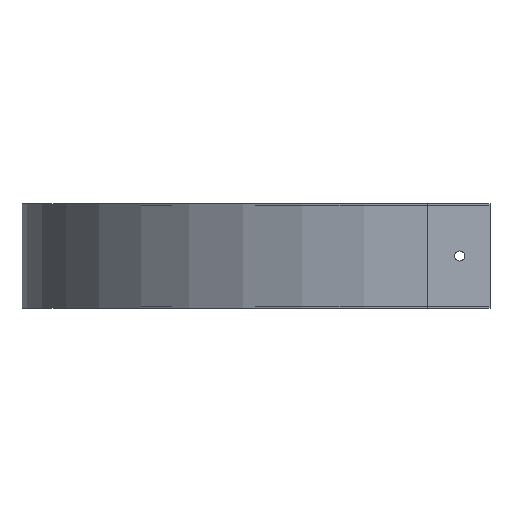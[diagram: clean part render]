
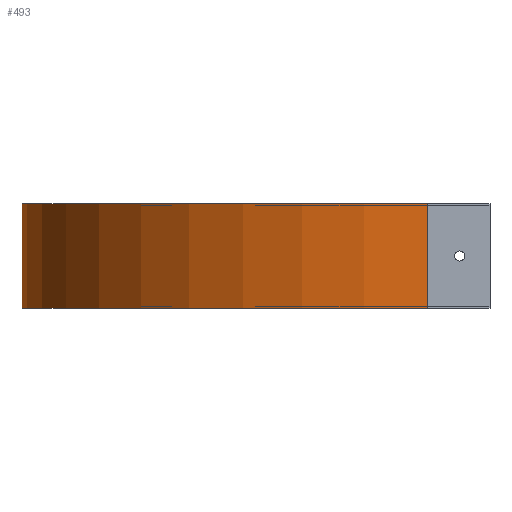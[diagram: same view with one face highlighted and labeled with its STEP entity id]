
A CAD part, left-side view. The second image highlights one B-rep face of the part: STEP entity #493.
In plain terms, the highlighted cylindrical face has radius 200.8 mm (diameter 401.6 mm), a partial arc.
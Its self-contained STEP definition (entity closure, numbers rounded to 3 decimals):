
#44 = CARTESIAN_POINT ( 'NONE',  ( 200., 31., -51.2 ) ) ;
#51 = CARTESIAN_POINT ( 'NONE',  ( 200., 31., -51.2 ) ) ;
#62 = DIRECTION ( 'NONE',  ( 1., 0., 0. ) ) ;
#63 = DIRECTION ( 'NONE',  ( 0., 0., -1. ) ) ;
#87 = CARTESIAN_POINT ( 'NONE',  ( -0.8, 31., -51.2 ) ) ;
#89 = CARTESIAN_POINT ( 'NONE',  ( 200., 231.8, 0.8 ) ) ;
#90 = DIRECTION ( 'NONE',  ( 0., 0., 1. ) ) ;
#133 = CARTESIAN_POINT ( 'NONE',  ( 200., 231.8, -51.2 ) ) ;
#150 = CARTESIAN_POINT ( 'NONE',  ( -0.8, 31., 0.8 ) ) ;
#151 = DIRECTION ( 'NONE',  ( 1., 0., 0. ) ) ;
#190 = FACE_OUTER_BOUND ( 'NONE', #269, .T. ) ;
#205 = VERTEX_POINT ( 'NONE', #89 ) ;
#213 = VERTEX_POINT ( 'NONE', #87 ) ;
#216 = VERTEX_POINT ( 'NONE', #150 ) ;
#219 = VERTEX_POINT ( 'NONE', #133 ) ;
#258 = ORIENTED_EDGE ( 'NONE', *, *, #578, .T. ) ;
#269 = EDGE_LOOP ( 'NONE', ( #258, #283, #297, #301 ) ) ;
#283 = ORIENTED_EDGE ( 'NONE', *, *, #577, .F. ) ;
#290 = CYLINDRICAL_SURFACE ( 'NONE', #553, 200.8 ) ;
#297 = ORIENTED_EDGE ( 'NONE', *, *, #533, .F. ) ;
#301 = ORIENTED_EDGE ( 'NONE', *, *, #575, .T. ) ;
#346 = CIRCLE ( 'NONE', #566, 200.8 ) ;
#449 = VECTOR ( 'NONE', #680, 1000. ) ;
#451 = CIRCLE ( 'NONE', #562, 200.8 ) ;
#453 = VECTOR ( 'NONE', #679, 1000. ) ;
#455 = LINE ( 'NONE', #667, #449 ) ;
#461 = LINE ( 'NONE', #669, #453 ) ;
#493 = ADVANCED_FACE ( 'NONE', ( #190 ), #290, .T. ) ;
#533 = EDGE_CURVE ( 'NONE', #213, #219, #346, .T. ) ;
#553 = AXIS2_PLACEMENT_3D ( 'NONE', #44, #90, #151 ) ;
#562 = AXIS2_PLACEMENT_3D ( 'NONE', #627, #625, #623 ) ;
#566 = AXIS2_PLACEMENT_3D ( 'NONE', #51, #63, #62 ) ;
#575 = EDGE_CURVE ( 'NONE', #213, #216, #461, .T. ) ;
#577 = EDGE_CURVE ( 'NONE', #219, #205, #455, .T. ) ;
#578 = EDGE_CURVE ( 'NONE', #216, #205, #451, .T. ) ;
#623 = DIRECTION ( 'NONE',  ( 1., 0., 0. ) ) ;
#625 = DIRECTION ( 'NONE',  ( 0., 0., -1. ) ) ;
#627 = CARTESIAN_POINT ( 'NONE',  ( 200., 31., 0.8 ) ) ;
#667 = CARTESIAN_POINT ( 'NONE',  ( 200., 231.8, -51.2 ) ) ;
#669 = CARTESIAN_POINT ( 'NONE',  ( -0.8, 31., -51.2 ) ) ;
#679 = DIRECTION ( 'NONE',  ( 0., 0., 1. ) ) ;
#680 = DIRECTION ( 'NONE',  ( 0., 0., 1. ) ) ;
